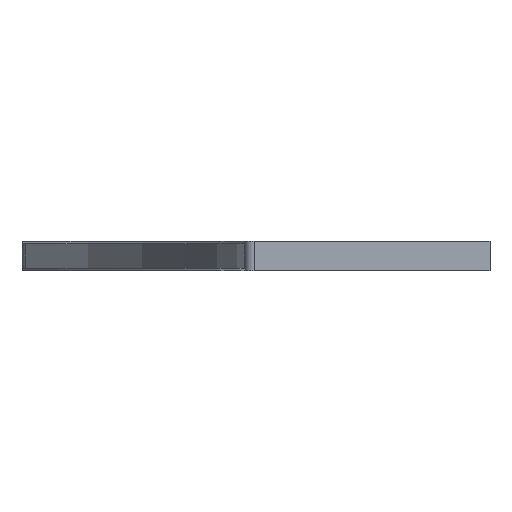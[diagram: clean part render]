
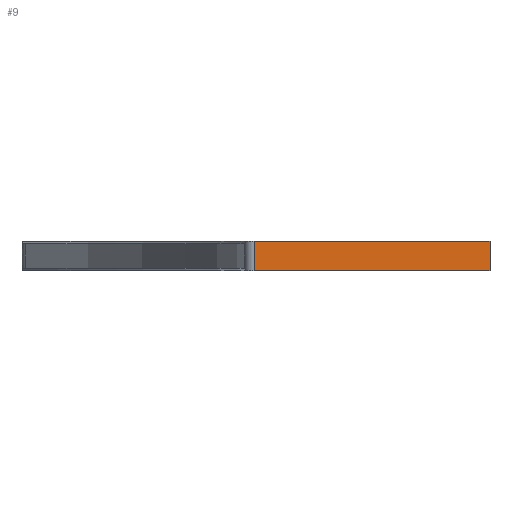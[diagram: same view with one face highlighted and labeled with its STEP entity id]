
A CAD part, front view. The second image highlights one B-rep face of the part: STEP entity #9.
In plain terms, the highlighted planar face has unit normal (0, -1, 0).
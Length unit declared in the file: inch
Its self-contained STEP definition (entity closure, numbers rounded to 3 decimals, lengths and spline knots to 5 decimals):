
#9 = ADVANCED_FACE ( 'NONE', ( #5327 ), #4486, .T. ) ;
#87 = EDGE_CURVE ( 'NONE', #6064, #4360, #1263, .T. ) ;
#257 = ORIENTED_EDGE ( 'NONE', *, *, #2929, .T. ) ;
#310 = DIRECTION ( 'NONE',  ( 0., 0., 1. ) ) ;
#783 = VECTOR ( 'NONE', #3822, 39.37008 ) ;
#800 = CARTESIAN_POINT ( 'NONE',  ( 11.188, 0., -0.3735 ) ) ;
#827 = EDGE_CURVE ( 'NONE', #5061, #6064, #1064, .T. ) ;
#955 = DIRECTION ( 'NONE',  ( 0., 0., -1. ) ) ;
#1047 = CARTESIAN_POINT ( 'NONE',  ( 8.18655, 0., -0.3735 ) ) ;
#1064 = LINE ( 'NONE', #2405, #783 ) ;
#1263 = LINE ( 'NONE', #800, #3146 ) ;
#1671 = DIRECTION ( 'NONE',  ( 0., -1., 0. ) ) ;
#2322 = CARTESIAN_POINT ( 'NONE',  ( 8.18655, 0., -0.3425 ) ) ;
#2405 = CARTESIAN_POINT ( 'NONE',  ( 8.0625, 0., -0.3735 ) ) ;
#2513 = EDGE_LOOP ( 'NONE', ( #3504, #257, #3974, #5904 ) ) ;
#2565 = VECTOR ( 'NONE', #955, 39.37008 ) ;
#2655 = AXIS2_PLACEMENT_3D ( 'NONE', #2967, #1671, #3982 ) ;
#2919 = DIRECTION ( 'NONE',  ( 1., 0., 0. ) ) ;
#2929 = EDGE_CURVE ( 'NONE', #3215, #5061, #5553, .T. ) ;
#2967 = CARTESIAN_POINT ( 'NONE',  ( 8.0625, 0., -0.3735 ) ) ;
#3146 = VECTOR ( 'NONE', #310, 39.37008 ) ;
#3215 = VERTEX_POINT ( 'NONE', #4915 ) ;
#3504 = ORIENTED_EDGE ( 'NONE', *, *, #4077, .F. ) ;
#3822 = DIRECTION ( 'NONE',  ( 1., 0., 0. ) ) ;
#3974 = ORIENTED_EDGE ( 'NONE', *, *, #827, .T. ) ;
#3982 = DIRECTION ( 'NONE',  ( 0., 0., -1. ) ) ;
#4077 = EDGE_CURVE ( 'NONE', #3215, #4360, #5672, .T. ) ;
#4148 = CARTESIAN_POINT ( 'NONE',  ( 11.188, 0., 0. ) ) ;
#4360 = VERTEX_POINT ( 'NONE', #4148 ) ;
#4486 = PLANE ( 'NONE',  #2655 ) ;
#4914 = CARTESIAN_POINT ( 'NONE',  ( 11.188, 0., -0.3735 ) ) ;
#4915 = CARTESIAN_POINT ( 'NONE',  ( 8.18655, 0., 0. ) ) ;
#5061 = VERTEX_POINT ( 'NONE', #1047 ) ;
#5286 = CARTESIAN_POINT ( 'NONE',  ( 8.0625, 0., 0. ) ) ;
#5327 = FACE_OUTER_BOUND ( 'NONE', #2513, .T. ) ;
#5553 = LINE ( 'NONE', #2322, #2565 ) ;
#5657 = VECTOR ( 'NONE', #2919, 39.37008 ) ;
#5672 = LINE ( 'NONE', #5286, #5657 ) ;
#5904 = ORIENTED_EDGE ( 'NONE', *, *, #87, .T. ) ;
#6064 = VERTEX_POINT ( 'NONE', #4914 ) ;
